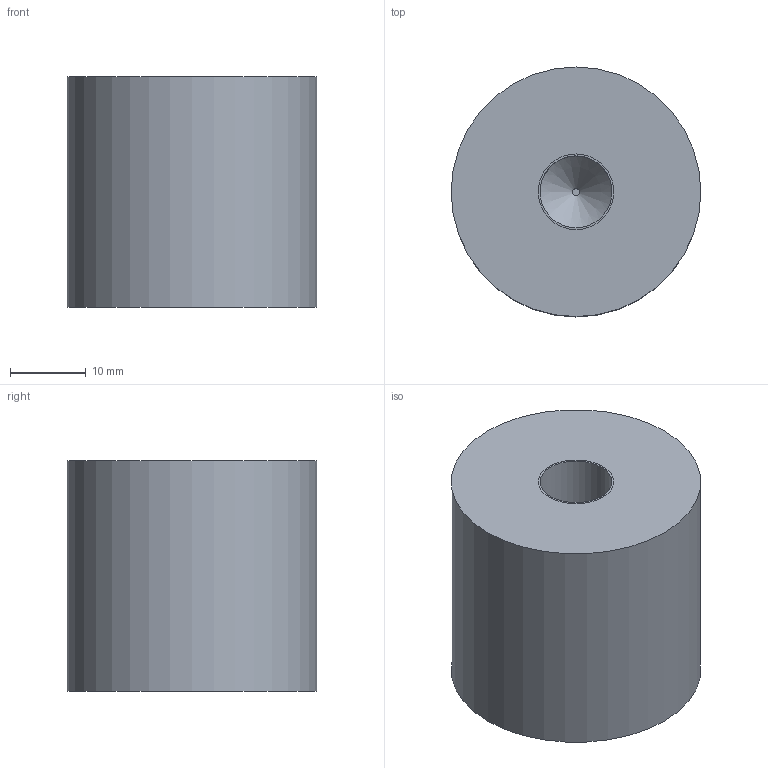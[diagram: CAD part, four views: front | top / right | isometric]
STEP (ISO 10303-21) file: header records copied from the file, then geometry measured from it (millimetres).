
FILE_DESCRIPTION(('HOOPS Exchange Step'),'2;1');
FILE_NAME('temp_export','2023-07-28T16:12:42+01:00',('igorn'),('Shapr3D Limited'),'HOOPS Exchange 2023.1','Shapr3D','Authorized');
FILE_SCHEMA( ('AUTOMOTIVE_DESIGN { 1 0 10303 214 1 1 1 1 }') );
Length unit declared in the file: millimetre
Products named in the file (1): root
Bounding box: 33 x 33 x 30.5 mm (x, y, z)
Volume: 24253.8 mm3; surface area: 9458.9 mm2
Topology: 5 solids, 6 shells, 23 faces, 44 edges, 33 vertices
Faces by surface type: plane 12, cylinder 8, cone 3
Full cylindrical faces by diameter (mm): 9.5 x1, 10 x6, 33 x1
Entity records: 652 total; most frequent: DIRECTION 125, CARTESIAN_POINT 101, ORIENTED_EDGE 88, AXIS2_PLACEMENT_3D 57, EDGE_CURVE 44, VERTEX_POINT 33, CIRCLE 33, EDGE_LOOP 27
